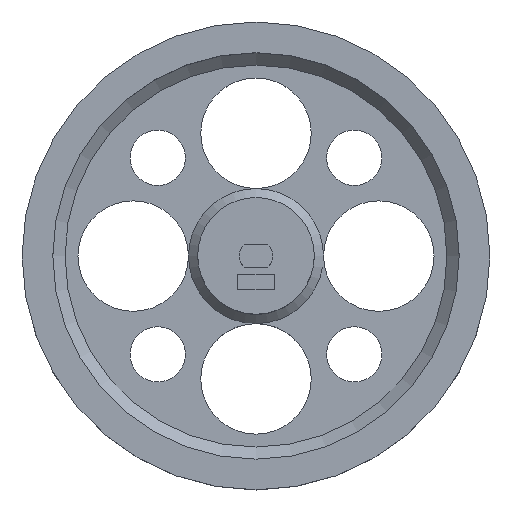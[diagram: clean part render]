
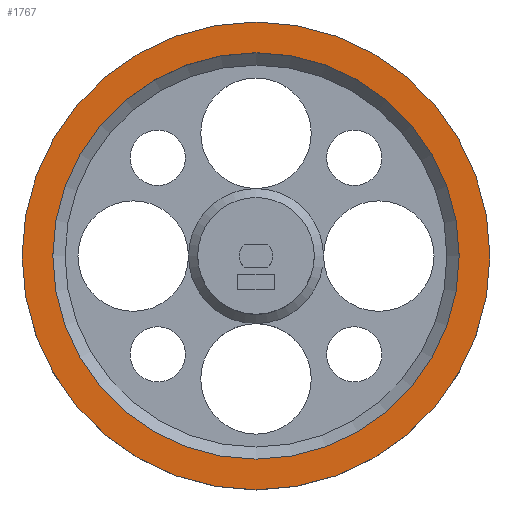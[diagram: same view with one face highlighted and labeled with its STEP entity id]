
A CAD part, top view. The second image highlights one B-rep face of the part: STEP entity #1767.
In plain terms, the highlighted planar face has unit normal (0, 0, 1).
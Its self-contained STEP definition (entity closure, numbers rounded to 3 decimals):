
#608 = CYLINDRICAL_SURFACE('',#609,33.095);
#609 = AXIS2_PLACEMENT_3D('',#610,#611,#612);
#610 = CARTESIAN_POINT('',(0.,0.,16.677));
#611 = DIRECTION('',(0.,0.,-1.));
#612 = DIRECTION('',(1.,0.,0.));
#1384 = EDGE_CURVE('',#1385,#1385,#1387,.T.);
#1385 = VERTEX_POINT('',#1386);
#1386 = CARTESIAN_POINT('',(33.095,0.,
    16.677));
#1387 = SURFACE_CURVE('',#1388,(#1393,#1400),.PCURVE_S1.);
#1388 = CIRCLE('',#1389,33.095);
#1389 = AXIS2_PLACEMENT_3D('',#1390,#1391,#1392);
#1390 = CARTESIAN_POINT('',(0.,0.,16.677));
#1391 = DIRECTION('',(0.,0.,-1.));
#1392 = DIRECTION('',(1.,0.,0.));
#1393 = PCURVE('',#608,#1394);
#1394 = DEFINITIONAL_REPRESENTATION('',(#1395),#1399);
#1395 = LINE('',#1396,#1397);
#1396 = CARTESIAN_POINT('',(0.,0.));
#1397 = VECTOR('',#1398,1.);
#1398 = DIRECTION('',(1.,0.));
#1399 = ( GEOMETRIC_REPRESENTATION_CONTEXT(2) 
PARAMETRIC_REPRESENTATION_CONTEXT() REPRESENTATION_CONTEXT('2D SPACE',''
  ) );
#1400 = PCURVE('',#1401,#1406);
#1401 = PLANE('',#1402);
#1402 = AXIS2_PLACEMENT_3D('',#1403,#1404,#1405);
#1403 = CARTESIAN_POINT('',(0.,0.,16.677));
#1404 = DIRECTION('',(0.,0.,-1.));
#1405 = DIRECTION('',(1.,0.,0.));
#1406 = DEFINITIONAL_REPRESENTATION('',(#1407),#1411);
#1407 = CIRCLE('',#1408,33.095);
#1408 = AXIS2_PLACEMENT_2D('',#1409,#1410);
#1409 = CARTESIAN_POINT('',(0.,0.));
#1410 = DIRECTION('',(1.,0.));
#1411 = ( GEOMETRIC_REPRESENTATION_CONTEXT(2) 
PARAMETRIC_REPRESENTATION_CONTEXT() REPRESENTATION_CONTEXT('2D SPACE',''
  ) );
#1767 = ADVANCED_FACE('',(#1768,#1799),#1401,.F.);
#1768 = FACE_BOUND('',#1769,.F.);
#1769 = EDGE_LOOP('',(#1770));
#1770 = ORIENTED_EDGE('',*,*,#1771,.T.);
#1771 = EDGE_CURVE('',#1772,#1772,#1774,.T.);
#1772 = VERTEX_POINT('',#1773);
#1773 = CARTESIAN_POINT('',(38.095,0.,
    16.677));
#1774 = SURFACE_CURVE('',#1775,(#1780,#1787),.PCURVE_S1.);
#1775 = CIRCLE('',#1776,38.095);
#1776 = AXIS2_PLACEMENT_3D('',#1777,#1778,#1779);
#1777 = CARTESIAN_POINT('',(0.,0.,16.677));
#1778 = DIRECTION('',(0.,0.,-1.));
#1779 = DIRECTION('',(1.,0.,0.));
#1780 = PCURVE('',#1401,#1781);
#1781 = DEFINITIONAL_REPRESENTATION('',(#1782),#1786);
#1782 = CIRCLE('',#1783,38.095);
#1783 = AXIS2_PLACEMENT_2D('',#1784,#1785);
#1784 = CARTESIAN_POINT('',(0.,0.));
#1785 = DIRECTION('',(1.,0.));
#1786 = ( GEOMETRIC_REPRESENTATION_CONTEXT(2) 
PARAMETRIC_REPRESENTATION_CONTEXT() REPRESENTATION_CONTEXT('2D SPACE',''
  ) );
#1787 = PCURVE('',#1788,#1793);
#1788 = CONICAL_SURFACE('',#1789,35.81,0.938);
#1789 = AXIS2_PLACEMENT_3D('',#1790,#1791,#1792);
#1790 = CARTESIAN_POINT('',(0.,0.,15.));
#1791 = DIRECTION('',(0.,0.,1.));
#1792 = DIRECTION('',(1.,0.,0.));
#1793 = DEFINITIONAL_REPRESENTATION('',(#1794),#1798);
#1794 = LINE('',#1795,#1796);
#1795 = CARTESIAN_POINT('',(-0.,1.677));
#1796 = VECTOR('',#1797,1.);
#1797 = DIRECTION('',(-1.,0.));
#1798 = ( GEOMETRIC_REPRESENTATION_CONTEXT(2) 
PARAMETRIC_REPRESENTATION_CONTEXT() REPRESENTATION_CONTEXT('2D SPACE',''
  ) );
#1799 = FACE_BOUND('',#1800,.F.);
#1800 = EDGE_LOOP('',(#1801));
#1801 = ORIENTED_EDGE('',*,*,#1384,.F.);
